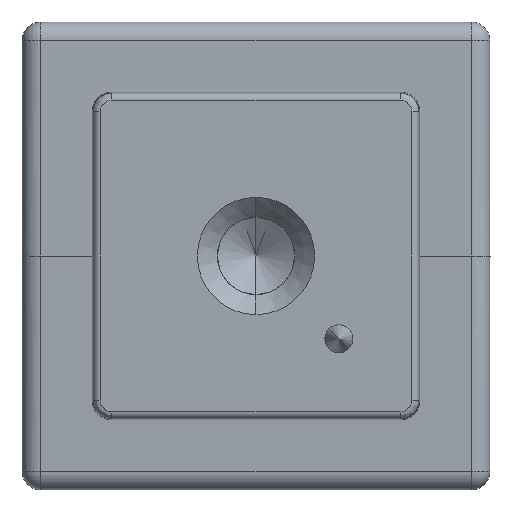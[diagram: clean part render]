
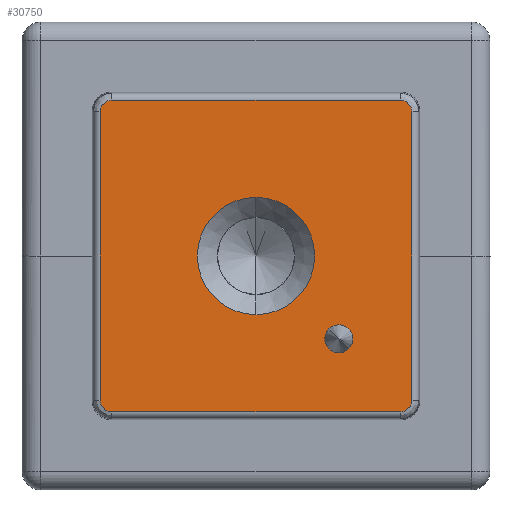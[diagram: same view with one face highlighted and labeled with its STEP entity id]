
A CAD part, front view. The second image highlights one B-rep face of the part: STEP entity #30750.
In plain terms, the highlighted planar face has unit normal (0, -1, 0).
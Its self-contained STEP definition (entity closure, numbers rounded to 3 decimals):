
#14810=CARTESIAN_POINT('',(160.854,-0.5,-187.603));
#14820=VERTEX_POINT('',#14810);
#14850=CARTESIAN_POINT('',(160.854,-0.5,-187.603));
#14860=CARTESIAN_POINT('',(160.865,-0.5,-187.603));
#14870=CARTESIAN_POINT('',(160.876,-0.5,-187.603));
#14880=CARTESIAN_POINT('',(160.949,-0.5,-187.598));
#14890=CARTESIAN_POINT('',(161.011,-0.5,-187.582));
#14900=CARTESIAN_POINT('',(161.12,-0.5,-187.53));
#14910=CARTESIAN_POINT('',(161.167,-0.5,-187.497));
#14920=CARTESIAN_POINT('',(161.208,-0.5,-187.456));
#14930=CARTESIAN_POINT('',(161.266,-0.5,-187.398));
#14940=CARTESIAN_POINT('',(161.31,-0.5,-187.326));
#14950=CARTESIAN_POINT('',(161.344,-0.5,-187.21));
#14960=CARTESIAN_POINT('',(161.351,-0.5,-187.173));
#14970=CARTESIAN_POINT('',(161.354,-0.5,-187.124));
#14980=CARTESIAN_POINT('',(161.354,-0.5,-187.114));
#14990=CARTESIAN_POINT('',(161.354,-0.5,-187.103));
#15000=B_SPLINE_CURVE_WITH_KNOTS('',3,(#14850,#14860,#14870,#14880,
#14890,#14900,#14910,#14920,#14930,#14940,#14950,#14960,#14970,#14980,
#14990),.UNSPECIFIED.,.F.,.F.,(4,2,2,3,2,2,4),(0.,0.042,
0.288,0.511,0.834,0.981,
1.023),.UNSPECIFIED.);
#15010=CARTESIAN_POINT('',(161.354,-0.5,-187.103));
#15020=VERTEX_POINT('',#15010);
#15030=EDGE_CURVE('',#14820,#15020,#15000,.T.);
#15820=CARTESIAN_POINT('',(148.049,-0.5,-187.103));
#15830=VERTEX_POINT('',#15820);
#15860=CARTESIAN_POINT('',(148.049,-0.5,-187.103));
#15870=CARTESIAN_POINT('',(148.049,-0.5,-187.114));
#15880=CARTESIAN_POINT('',(148.049,-0.5,-187.124));
#15890=CARTESIAN_POINT('',(148.054,-0.5,-187.198));
#15900=CARTESIAN_POINT('',(148.07,-0.5,-187.259));
#15910=CARTESIAN_POINT('',(148.121,-0.5,-187.369));
#15920=CARTESIAN_POINT('',(148.154,-0.5,-187.416));
#15930=CARTESIAN_POINT('',(148.195,-0.5,-187.456));
#15940=CARTESIAN_POINT('',(148.254,-0.5,-187.515));
#15950=CARTESIAN_POINT('',(148.326,-0.5,-187.558));
#15960=CARTESIAN_POINT('',(148.442,-0.5,-187.593));
#15970=CARTESIAN_POINT('',(148.479,-0.5,-187.599));
#15980=CARTESIAN_POINT('',(148.527,-0.5,-187.603));
#15990=CARTESIAN_POINT('',(148.538,-0.5,-187.603));
#16000=CARTESIAN_POINT('',(148.549,-0.5,-187.603));
#16010=B_SPLINE_CURVE_WITH_KNOTS('',3,(#15860,#15870,#15880,#15890,
#15900,#15910,#15920,#15930,#15940,#15950,#15960,#15970,#15980,#15990,
#16000),.UNSPECIFIED.,.F.,.F.,(4,2,2,3,2,2,4),(0.,0.042,
0.288,0.511,0.834,0.981,
1.023),.UNSPECIFIED.);
#16020=CARTESIAN_POINT('',(148.549,-0.5,-187.603));
#16030=VERTEX_POINT('',#16020);
#16040=EDGE_CURVE('',#15830,#16030,#16010,.T.);
#16830=CARTESIAN_POINT('',(148.549,-0.5,-174.297));
#16840=VERTEX_POINT('',#16830);
#16870=CARTESIAN_POINT('',(148.549,-0.5,-174.297));
#16880=CARTESIAN_POINT('',(148.538,-0.5,-174.297));
#16890=CARTESIAN_POINT('',(148.527,-0.5,-174.298));
#16900=CARTESIAN_POINT('',(148.454,-0.5,-174.302));
#16910=CARTESIAN_POINT('',(148.392,-0.5,-174.318));
#16920=CARTESIAN_POINT('',(148.283,-0.5,-174.37));
#16930=CARTESIAN_POINT('',(148.236,-0.5,-174.403));
#16940=CARTESIAN_POINT('',(148.195,-0.5,-174.444));
#16950=CARTESIAN_POINT('',(148.136,-0.5,-174.502));
#16960=CARTESIAN_POINT('',(148.093,-0.5,-174.575));
#16970=CARTESIAN_POINT('',(148.059,-0.5,-174.69));
#16980=CARTESIAN_POINT('',(148.052,-0.5,-174.727));
#16990=CARTESIAN_POINT('',(148.049,-0.5,-174.776));
#17000=CARTESIAN_POINT('',(148.049,-0.5,-174.786));
#17010=CARTESIAN_POINT('',(148.049,-0.5,-174.797));
#17020=B_SPLINE_CURVE_WITH_KNOTS('',3,(#16870,#16880,#16890,#16900,
#16910,#16920,#16930,#16940,#16950,#16960,#16970,#16980,#16990,#17000,
#17010),.UNSPECIFIED.,.F.,.F.,(4,2,2,3,2,2,4),(0.,0.042,
0.288,0.511,0.834,0.981,
1.023),.UNSPECIFIED.);
#17030=CARTESIAN_POINT('',(148.049,-0.5,-174.797));
#17040=VERTEX_POINT('',#17030);
#17050=EDGE_CURVE('',#16840,#17040,#17020,.T.);
#17840=CARTESIAN_POINT('',(161.354,-0.5,-174.797));
#17850=VERTEX_POINT('',#17840);
#17880=CARTESIAN_POINT('',(161.354,-0.5,-174.797));
#17890=CARTESIAN_POINT('',(161.354,-0.5,-174.786));
#17900=CARTESIAN_POINT('',(161.354,-0.5,-174.776));
#17910=CARTESIAN_POINT('',(161.349,-0.5,-174.702));
#17920=CARTESIAN_POINT('',(161.333,-0.5,-174.641));
#17930=CARTESIAN_POINT('',(161.282,-0.5,-174.532));
#17940=CARTESIAN_POINT('',(161.248,-0.5,-174.484));
#17950=CARTESIAN_POINT('',(161.208,-0.5,-174.444));
#17960=CARTESIAN_POINT('',(161.149,-0.5,-174.385));
#17970=CARTESIAN_POINT('',(161.077,-0.5,-174.342));
#17980=CARTESIAN_POINT('',(160.961,-0.5,-174.307));
#17990=CARTESIAN_POINT('',(160.924,-0.5,-174.301));
#18000=CARTESIAN_POINT('',(160.876,-0.5,-174.298));
#18010=CARTESIAN_POINT('',(160.865,-0.5,-174.297));
#18020=CARTESIAN_POINT('',(160.854,-0.5,-174.297));
#18030=B_SPLINE_CURVE_WITH_KNOTS('',3,(#17880,#17890,#17900,#17910,
#17920,#17930,#17940,#17950,#17960,#17970,#17980,#17990,#18000,#18010,
#18020),.UNSPECIFIED.,.F.,.F.,(4,2,2,3,2,2,4),(0.,0.042,
0.288,0.511,0.834,0.981,
1.023),.UNSPECIFIED.);
#18040=CARTESIAN_POINT('',(160.854,-0.5,-174.297));
#18050=VERTEX_POINT('',#18040);
#18060=EDGE_CURVE('',#17850,#18050,#18030,.T.);
#18320=CARTESIAN_POINT('',(148.049,-0.5,-111.125));
#18330=DIRECTION('',(0.,0.,-1.));
#18340=VECTOR('',#18330,1.);
#18350=LINE('',#18320,#18340);
#18360=EDGE_CURVE('',#17040,#15830,#18350,.T.);
#19470=CARTESIAN_POINT('',(157.201,-0.5,
-180.95));
#19480=VERTEX_POINT('',#19470);
#19680=CARTESIAN_POINT('',(152.201,-0.5,
-180.95));
#19690=VERTEX_POINT('',#19680);
#19720=CARTESIAN_POINT('',(154.701,-0.5,-180.95));
#19730=DIRECTION('',(0.,-1.,0.));
#19740=DIRECTION('',(0.,0.,-1.));
#19750=AXIS2_PLACEMENT_3D('',#19720,#19730,#19740);
#19760=CIRCLE('',#19750,2.5);
#19770=CARTESIAN_POINT('',(154.701,-0.5,-178.45));
#19780=VERTEX_POINT('',#19770);
#19790=EDGE_CURVE('',#19780,#19690,#19760,.T.);
#19810=EDGE_CURVE('',#19480,#19780,#19760,.T.);
#22820=CARTESIAN_POINT('',(156.701,-0.5,-187.603));
#22830=DIRECTION('',(-1.,0.,0.));
#22840=VECTOR('',#22830,1.);
#22850=LINE('',#22820,#22840);
#22860=EDGE_CURVE('',#14820,#16030,#22850,.T.);
#23300=CARTESIAN_POINT('',(161.354,-0.5,-111.125));
#23310=DIRECTION('',(0.,0.,-1.));
#23320=VECTOR('',#23310,1.);
#23330=LINE('',#23300,#23320);
#23340=EDGE_CURVE('',#17850,#15020,#23330,.T.);
#23470=CARTESIAN_POINT('',(156.701,-0.5,-174.297));
#23480=DIRECTION('',(1.,0.,0.));
#23490=VECTOR('',#23480,1.);
#23500=LINE('',#23470,#23490);
#23510=EDGE_CURVE('',#16840,#18050,#23500,.T.);
#30390=CARTESIAN_POINT('',(156.701,-0.5,-111.125));
#30400=DIRECTION('',(0.,-1.,0.));
#30410=DIRECTION('',(0.,0.,-1.));
#30420=AXIS2_PLACEMENT_3D('',#30390,#30400,#30410);
#30430=PLANE('',#30420);
#30440=CARTESIAN_POINT('',(158.237,-0.5,-177.414));
#30450=DIRECTION('',(0.,1.,0.));
#30460=DIRECTION('',(-0.707,0.,-0.707));
#30470=AXIS2_PLACEMENT_3D('',#30440,#30450,#30460);
#30480=CIRCLE('',#30470,0.6);
#30490=CARTESIAN_POINT('',(158.661,-0.5,
-176.99));
#30500=VERTEX_POINT('',#30490);
#30510=CARTESIAN_POINT('',(157.813,-0.5,
-177.839));
#30520=VERTEX_POINT('',#30510);
#30530=EDGE_CURVE('',#30500,#30520,#30480,.T.);
#30540=ORIENTED_EDGE('',*,*,#30530,.T.);
#30550=EDGE_CURVE('',#30520,#30500,#30480,.T.);
#30560=ORIENTED_EDGE('',*,*,#30550,.T.);
#30570=EDGE_LOOP('',(#30560,#30540));
#30580=FACE_BOUND('',#30570,.T.);
#30590=ORIENTED_EDGE('',*,*,#19790,.F.);
#30600=EDGE_CURVE('',#19690,#19480,#19760,.T.);
#30610=ORIENTED_EDGE('',*,*,#30600,.F.);
#30620=ORIENTED_EDGE('',*,*,#19810,.F.);
#30630=EDGE_LOOP('',(#30620,#30610,#30590));
#30640=FACE_BOUND('',#30630,.T.);
#30650=ORIENTED_EDGE('',*,*,#17050,.T.);
#30660=ORIENTED_EDGE('',*,*,#23510,.F.);
#30670=ORIENTED_EDGE('',*,*,#18060,.T.);
#30680=ORIENTED_EDGE('',*,*,#23340,.F.);
#30690=ORIENTED_EDGE('',*,*,#15030,.T.);
#30700=ORIENTED_EDGE('',*,*,#22860,.F.);
#30710=ORIENTED_EDGE('',*,*,#16040,.T.);
#30720=ORIENTED_EDGE('',*,*,#18360,.T.);
#30730=EDGE_LOOP('',(#30720,#30710,#30700,#30690,#30680,#30670,#30660,
#30650));
#30740=FACE_OUTER_BOUND('',#30730,.T.);
#30750=ADVANCED_FACE('',(#30580,#30640,#30740),#30430,.T.);
